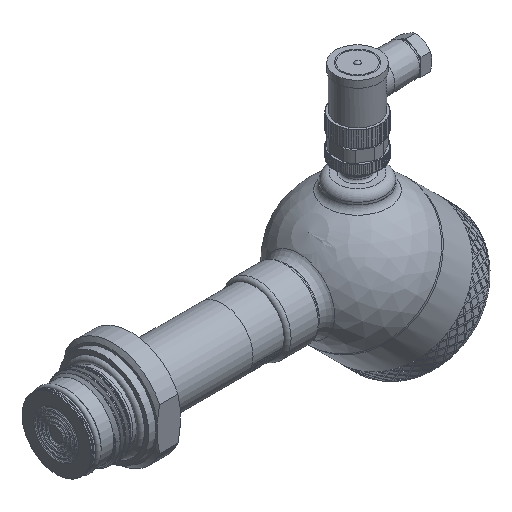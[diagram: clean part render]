
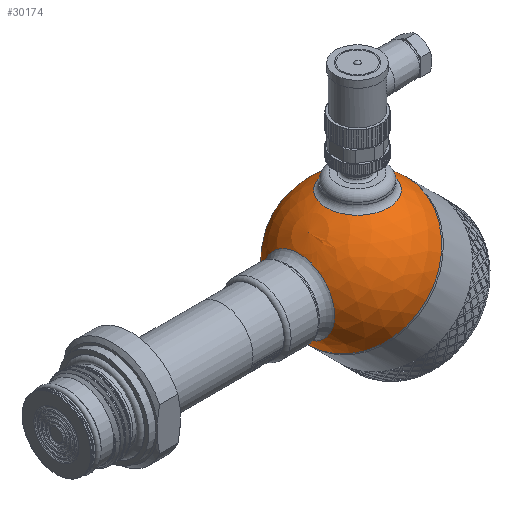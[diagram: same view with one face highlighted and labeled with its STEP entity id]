
A CAD part, isometric view. The second image highlights one B-rep face of the part: STEP entity #30174.
In plain terms, the highlighted spherical face has radius 30 mm.
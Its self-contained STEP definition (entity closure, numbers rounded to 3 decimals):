
#43=SPHERICAL_SURFACE('',#31457,30.);
#395=FACE_BOUND('',#10187,.T.);
#396=FACE_BOUND('',#10188,.T.);
#8128=FACE_OUTER_BOUND('',#10186,.T.);
#10186=EDGE_LOOP('',(#26371,#26372,#26373,#26374));
#10187=EDGE_LOOP('',(#26375));
#10188=EDGE_LOOP('',(#26376));
#10936=CIRCLE('',#31454,15.643);
#10939=CIRCLE('',#31458,30.);
#10940=CIRCLE('',#31459,30.);
#10941=CIRCLE('',#31460,30.);
#10942=CIRCLE('',#31461,13.5);
#13881=VERTEX_POINT('',#67057);
#13883=VERTEX_POINT('',#67063);
#13884=VERTEX_POINT('',#67064);
#13885=VERTEX_POINT('',#67066);
#13886=VERTEX_POINT('',#67069);
#18155=EDGE_CURVE('',#13881,#13881,#10936,.T.);
#18158=EDGE_CURVE('',#13883,#13884,#10939,.T.);
#18159=EDGE_CURVE('',#13883,#13885,#10940,.T.);
#18160=EDGE_CURVE('',#13884,#13883,#10941,.T.);
#18161=EDGE_CURVE('',#13886,#13886,#10942,.T.);
#26371=ORIENTED_EDGE('',*,*,#18158,.F.);
#26372=ORIENTED_EDGE('',*,*,#18159,.T.);
#26373=ORIENTED_EDGE('',*,*,#18159,.F.);
#26374=ORIENTED_EDGE('',*,*,#18160,.F.);
#26375=ORIENTED_EDGE('',*,*,#18155,.F.);
#26376=ORIENTED_EDGE('',*,*,#18161,.F.);
#30174=ADVANCED_FACE('',(#8128,#395,#396),#43,.T.);
#31454=AXIS2_PLACEMENT_3D('',#67058,#34693,#34694);
#31457=AXIS2_PLACEMENT_3D('',#67062,#34699,#34700);
#31458=AXIS2_PLACEMENT_3D('',#67065,#34701,#34702);
#31459=AXIS2_PLACEMENT_3D('',#67067,#34703,#34704);
#31460=AXIS2_PLACEMENT_3D('',#67068,#34705,#34706);
#31461=AXIS2_PLACEMENT_3D('',#67070,#34707,#34708);
#34693=DIRECTION('center_axis',(-0.707,0.,0.707));
#34694=DIRECTION('ref_axis',(0.707,0.,0.707));
#34699=DIRECTION('center_axis',(1.,0.,0.));
#34700=DIRECTION('ref_axis',(0.,-1.,0.));
#34701=DIRECTION('center_axis',(1.,0.,0.));
#34702=DIRECTION('ref_axis',(0.,1.,0.));
#34703=DIRECTION('center_axis',(0.,0.,1.));
#34704=DIRECTION('ref_axis',(0.,1.,0.));
#34705=DIRECTION('center_axis',(1.,0.,0.));
#34706=DIRECTION('ref_axis',(0.,1.,0.));
#34707=DIRECTION('center_axis',(-0.707,0.,-0.707));
#34708=DIRECTION('ref_axis',(-0.707,0.,0.707));
#67057=CARTESIAN_POINT('',(-29.162,0.,7.04));
#67058=CARTESIAN_POINT('Origin',(-18.101,0.,18.101));
#67062=CARTESIAN_POINT('Origin',(0.,0.,0.));
#67063=CARTESIAN_POINT('',(0.,30.,0.));
#67064=CARTESIAN_POINT('',(0.,-30.,0.));
#67065=CARTESIAN_POINT('Origin',(0.,0.,0.));
#67066=CARTESIAN_POINT('',(-30.,0.,0.));
#67067=CARTESIAN_POINT('Origin',(0.,0.,0.));
#67068=CARTESIAN_POINT('Origin',(0.,0.,0.));
#67069=CARTESIAN_POINT('',(-9.398,0.,-28.49));
#67070=CARTESIAN_POINT('Origin',(-18.944,0.,-18.944));
